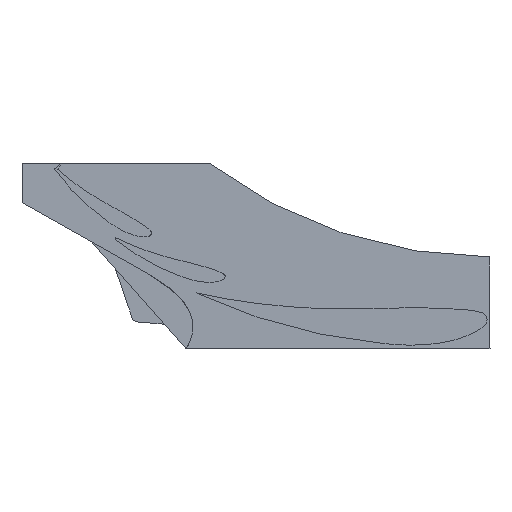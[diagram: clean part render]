
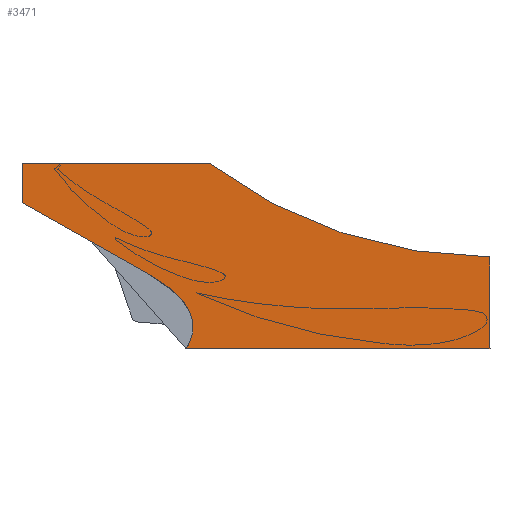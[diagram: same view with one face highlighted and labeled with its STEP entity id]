
A CAD part, front view. The second image highlights one B-rep face of the part: STEP entity #3471.
In plain terms, the highlighted planar face has unit normal (0, -1, 0).
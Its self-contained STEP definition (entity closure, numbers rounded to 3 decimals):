
#18=B_SPLINE_CURVE_WITH_KNOTS('',3,(#5708,#5709,#5710,#5711,#5712,#5713,
#5714,#5715,#5716,#5717,#5718,#5719,#5720,#5721,#5722,#5723,#5724,#5725,
#5726,#5727,#5728,#5729,#5730,#5731,#5732,#5733,#5734,#5735,#5736,#5737,
#5738),.UNSPECIFIED.,.F.,.F.,(4,3,3,3,3,3,3,3,3,3,4),(1.57,
2.139,3.334,4.022,4.836,5.525,
6.586,7.659,8.924,10.411,11.898),
 .UNSPECIFIED.);
#257=CIRCLE('',#3762,500.);
#486=FACE_OUTER_BOUND('',#688,.T.);
#688=EDGE_LOOP('',(#2495,#2496,#2497,#2498,#2499,#2500,#2501));
#932=LINE('',#5652,#1197);
#935=LINE('',#5657,#1200);
#937=LINE('',#5661,#1202);
#940=LINE('',#5742,#1205);
#942=LINE('',#5746,#1207);
#1197=VECTOR('',#4389,10.);
#1200=VECTOR('',#4394,10.);
#1202=VECTOR('',#4398,10.);
#1205=VECTOR('',#4403,10.);
#1207=VECTOR('',#4407,10.);
#1519=VERTEX_POINT('',#5649);
#1520=VERTEX_POINT('',#5651);
#1521=VERTEX_POINT('',#5655);
#1522=VERTEX_POINT('',#5659);
#1523=VERTEX_POINT('',#5706);
#1524=VERTEX_POINT('',#5740);
#1525=VERTEX_POINT('',#5744);
#1894=EDGE_CURVE('',#1519,#1520,#932,.T.);
#1897=EDGE_CURVE('',#1521,#1519,#935,.T.);
#1899=EDGE_CURVE('',#1522,#1521,#937,.T.);
#1901=EDGE_CURVE('',#1523,#1522,#18,.T.);
#1903=EDGE_CURVE('',#1524,#1523,#940,.T.);
#1905=EDGE_CURVE('',#1525,#1524,#942,.T.);
#1906=EDGE_CURVE('',#1520,#1525,#257,.T.);
#2495=ORIENTED_EDGE('',*,*,#1906,.F.);
#2496=ORIENTED_EDGE('',*,*,#1894,.F.);
#2497=ORIENTED_EDGE('',*,*,#1897,.F.);
#2498=ORIENTED_EDGE('',*,*,#1899,.F.);
#2499=ORIENTED_EDGE('',*,*,#1901,.F.);
#2500=ORIENTED_EDGE('',*,*,#1903,.F.);
#2501=ORIENTED_EDGE('',*,*,#1905,.F.);
#3415=PLANE('',#3763);
#3471=ADVANCED_FACE('',(#486),#3415,.F.);
#3762=AXIS2_PLACEMENT_3D('',#5748,#4410,#4411);
#3763=AXIS2_PLACEMENT_3D('',#5749,#4412,#4413);
#4389=DIRECTION('',(1.,0.,0.));
#4394=DIRECTION('',(0.,0.,1.));
#4398=DIRECTION('',(-0.871,0.,0.491));
#4403=DIRECTION('',(-1.,0.,0.));
#4407=DIRECTION('',(0.,0.,-1.));
#4410=DIRECTION('center_axis',(0.,-1.,0.));
#4411=DIRECTION('ref_axis',(0.,0.,
-1.));
#4412=DIRECTION('center_axis',(0.,1.,0.));
#4413=DIRECTION('ref_axis',(0.,0.,1.));
#5649=CARTESIAN_POINT('',(-489.188,-659.,166.787));
#5651=CARTESIAN_POINT('',(-289.188,-659.,166.787));
#5652=CARTESIAN_POINT('',(-289.188,-659.,166.787));
#5655=CARTESIAN_POINT('',(-489.188,-659.,124.673));
#5657=CARTESIAN_POINT('',(-489.188,-659.,166.787));
#5659=CARTESIAN_POINT('',(-355.242,-659.,49.204));
#5661=CARTESIAN_POINT('',(-489.188,-659.,124.673));
#5706=CARTESIAN_POINT('',(-314.035,-659.,-31.213));
#5708=CARTESIAN_POINT('Ctrl Pts',(-314.035,-659.,-31.213));
#5709=CARTESIAN_POINT('Ctrl Pts',(-312.99,-659.,-29.629));
#5710=CARTESIAN_POINT('Ctrl Pts',(-312.023,-659.,-27.993));
#5711=CARTESIAN_POINT('Ctrl Pts',(-311.153,-659.,-26.307));
#5712=CARTESIAN_POINT('Ctrl Pts',(-309.327,-659.,-22.766));
#5713=CARTESIAN_POINT('Ctrl Pts',(-307.935,-659.,-18.991));
#5714=CARTESIAN_POINT('Ctrl Pts',(-307.175,-659.,-15.081));
#5715=CARTESIAN_POINT('Ctrl Pts',(-306.738,-659.,-12.83));
#5716=CARTESIAN_POINT('Ctrl Pts',(-306.511,-659.,-10.538));
#5717=CARTESIAN_POINT('Ctrl Pts',(-306.509,-659.,-8.246));
#5718=CARTESIAN_POINT('Ctrl Pts',(-306.506,-659.,-5.531));
#5719=CARTESIAN_POINT('Ctrl Pts',(-306.82,-659.,-2.817));
#5720=CARTESIAN_POINT('Ctrl Pts',(-307.423,-659.,-0.168));
#5721=CARTESIAN_POINT('Ctrl Pts',(-307.933,-659.,2.07));
#5722=CARTESIAN_POINT('Ctrl Pts',(-308.646,-659.,4.262));
#5723=CARTESIAN_POINT('Ctrl Pts',(-309.526,-659.,6.382));
#5724=CARTESIAN_POINT('Ctrl Pts',(-310.88,-659.,9.648));
#5725=CARTESIAN_POINT('Ctrl Pts',(-312.624,-659.,12.745));
#5726=CARTESIAN_POINT('Ctrl Pts',(-314.622,-659.,15.661));
#5727=CARTESIAN_POINT('Ctrl Pts',(-316.644,-659.,18.612));
#5728=CARTESIAN_POINT('Ctrl Pts',(-318.925,-659.,21.381));
#5729=CARTESIAN_POINT('Ctrl Pts',(-321.37,-659.,23.993));
#5730=CARTESIAN_POINT('Ctrl Pts',(-324.251,-659.,27.071));
#5731=CARTESIAN_POINT('Ctrl Pts',(-327.362,-659.,29.933));
#5732=CARTESIAN_POINT('Ctrl Pts',(-330.611,-659.,32.623));
#5733=CARTESIAN_POINT('Ctrl Pts',(-334.431,-659.,35.786));
#5734=CARTESIAN_POINT('Ctrl Pts',(-338.442,-659.,38.712));
#5735=CARTESIAN_POINT('Ctrl Pts',(-342.564,-659.,41.458));
#5736=CARTESIAN_POINT('Ctrl Pts',(-346.687,-659.,44.204));
#5737=CARTESIAN_POINT('Ctrl Pts',(-350.922,-659.,46.771));
#5738=CARTESIAN_POINT('Ctrl Pts',(-355.242,-659.,49.204));
#5740=CARTESIAN_POINT('',(10.812,-659.,-31.213));
#5742=CARTESIAN_POINT('',(-314.035,-659.,-31.213));
#5744=CARTESIAN_POINT('',(10.812,-659.,66.787));
#5746=CARTESIAN_POINT('',(10.812,-659.,-31.213));
#5748=CARTESIAN_POINT('Origin',(10.812,-659.,566.787));
#5749=CARTESIAN_POINT('Origin',(-238.564,-659.,61.362));
